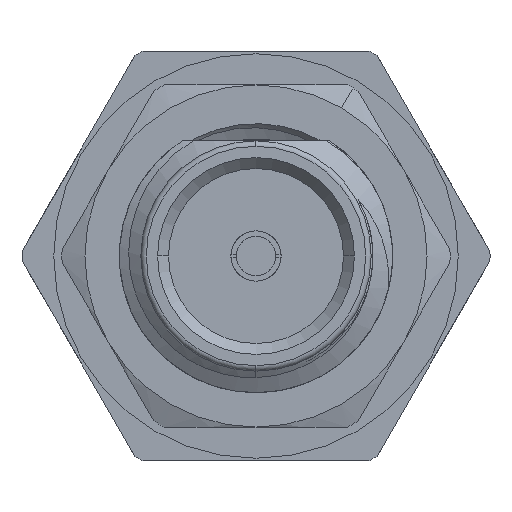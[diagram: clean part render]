
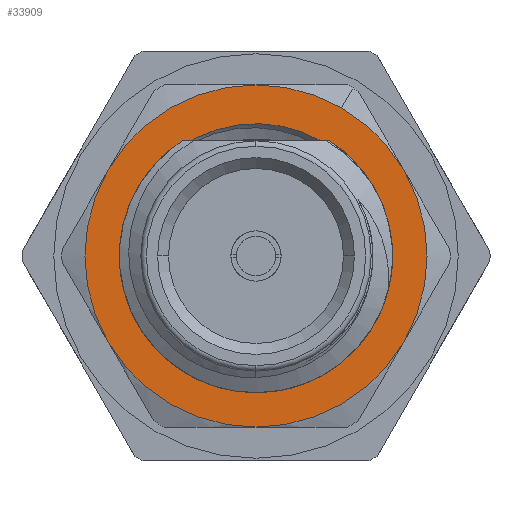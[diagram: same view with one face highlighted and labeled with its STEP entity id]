
A CAD part, left-side view. The second image highlights one B-rep face of the part: STEP entity #33909.
In plain terms, the highlighted planar face has unit normal (-1, 0, 0).
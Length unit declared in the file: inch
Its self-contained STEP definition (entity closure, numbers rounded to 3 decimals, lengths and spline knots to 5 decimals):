
#48 = CARTESIAN_POINT ( 'NONE',  ( 0.34, 0.11993, 0.02148 ) ) ;
#52 = DIRECTION ( 'NONE',  ( 1., 0., 0. ) ) ;
#160 = ORIENTED_EDGE ( 'NONE', *, *, #28155, .T. ) ;
#1363 = DIRECTION ( 'NONE',  ( 0., -0.5, 0.866 ) ) ;
#1595 = CARTESIAN_POINT ( 'NONE',  ( 0.34, 0., 0. ) ) ;
#1961 = CARTESIAN_POINT ( 'NONE',  ( 0.34, 0., 0. ) ) ;
#2013 = CARTESIAN_POINT ( 'NONE',  ( 0.34, 0.12044, -0.03345 ) ) ;
#2503 = CARTESIAN_POINT ( 'NONE',  ( 0.34, 0.1236, -0.01154 ) ) ;
#2548 = ORIENTED_EDGE ( 'NONE', *, *, #23680, .T. ) ;
#2561 = ORIENTED_EDGE ( 'NONE', *, *, #36073, .T. ) ;
#2620 = DIRECTION ( 'NONE',  ( 0., -0.5, 0.866 ) ) ;
#2741 = CARTESIAN_POINT ( 'NONE',  ( 0.34, 0.11671, 0.032 ) ) ;
#2858 = CARTESIAN_POINT ( 'NONE',  ( 0.34, 0., 0.1565 ) ) ;
#2868 = CARTESIAN_POINT ( 'NONE',  ( 0.34, 0., 0. ) ) ;
#3254 = EDGE_CURVE ( 'NONE', #5978, #20622, #19541, .T. ) ;
#3323 = EDGE_CURVE ( 'NONE', #19588, #13552, #9650, .T. ) ;
#3632 = EDGE_LOOP ( 'NONE', ( #2561, #7286, #25778, #22345, #24989 ) ) ;
#3908 = CARTESIAN_POINT ( 'NONE',  ( 0.34, -0.13553, 0.07825 ) ) ;
#3923 = DIRECTION ( 'NONE',  ( -1., 0., 0. ) ) ;
#4344 = AXIS2_PLACEMENT_3D ( 'NONE', #1961, #5040, #7868 ) ;
#4699 = DIRECTION ( 'NONE',  ( 0., -0.5, 0.866 ) ) ;
#4901 = CIRCLE ( 'NONE', #8392, 0.1565 ) ;
#5040 = DIRECTION ( 'NONE',  ( 1., 0., 0. ) ) ;
#5148 = VERTEX_POINT ( 'NONE', #2858 ) ;
#5218 = DIRECTION ( 'NONE',  ( 0., -0.5, 0.866 ) ) ;
#5633 = AXIS2_PLACEMENT_3D ( 'NONE', #2868, #52, #6076 ) ;
#5669 = DIRECTION ( 'NONE',  ( 0., -0.5, 0.866 ) ) ;
#5978 = VERTEX_POINT ( 'NONE', #21239 ) ;
#6076 = DIRECTION ( 'NONE',  ( 0., -0.5, 0.866 ) ) ;
#6085 = EDGE_CURVE ( 'NONE', #25956, #19588, #24791, .T. ) ;
#6126 = AXIS2_PLACEMENT_3D ( 'NONE', #31279, #11097, #2620 ) ;
#6327 = AXIS2_PLACEMENT_3D ( 'NONE', #24635, #22156, #5218 ) ;
#6754 = DIRECTION ( 'NONE',  ( 0., -0.5, 0.866 ) ) ;
#7286 = ORIENTED_EDGE ( 'NONE', *, *, #31547, .T. ) ;
#7868 = DIRECTION ( 'NONE',  ( 0., 0.5, -0.866 ) ) ;
#8121 = CARTESIAN_POINT ( 'NONE',  ( 0.34, 0., 0. ) ) ;
#8208 = EDGE_CURVE ( 'NONE', #35713, #25956, #22961, .T. ) ;
#8266 = CARTESIAN_POINT ( 'NONE',  ( 0.34, 0., 0. ) ) ;
#8392 = AXIS2_PLACEMENT_3D ( 'NONE', #8121, #30636, #5669 ) ;
#8556 = AXIS2_PLACEMENT_3D ( 'NONE', #12777, #18196, #32481 ) ;
#8799 = VERTEX_POINT ( 'NONE', #29904 ) ;
#9650 = B_SPLINE_CURVE_WITH_KNOTS ( 'NONE', 3,
 ( #26656, #12884, #12518, #35089, #18545, #15363 ),
 .UNSPECIFIED., .F., .F.,
 ( 4, 2, 4 ),
 ( 0.00134, 0.00215, 0.00296 ),
 .UNSPECIFIED. ) ;
#10213 = DIRECTION ( 'NONE',  ( 1., 0., 0. ) ) ;
#10235 = CARTESIAN_POINT ( 'NONE',  ( 0.34, 0.11671, 0.032 ) ) ;
#10442 = CIRCLE ( 'NONE', #22558, 0.1565 ) ;
#10713 = FACE_OUTER_BOUND ( 'NONE', #10760, .T. ) ;
#10760 = EDGE_LOOP ( 'NONE', ( #160, #2548, #30407, #32971, #22234, #30471, #28781 ) ) ;
#11097 = DIRECTION ( 'NONE',  ( -1., 0., 0. ) ) ;
#11150 = CARTESIAN_POINT ( 'NONE',  ( 0.34, 0.00039, -0.12102 ) ) ;
#11380 = VERTEX_POINT ( 'NONE', #3908 ) ;
#12341 = CARTESIAN_POINT ( 'NONE',  ( 0.34, 0., 0. ) ) ;
#12518 = CARTESIAN_POINT ( 'NONE',  ( 0.34, 0.02174, -0.12095 ) ) ;
#12777 = CARTESIAN_POINT ( 'NONE',  ( 0.34, 0., 0. ) ) ;
#12884 = CARTESIAN_POINT ( 'NONE',  ( 0.34, 0.01103, -0.12169 ) ) ;
#12960 = EDGE_CURVE ( 'NONE', #5148, #5978, #4901, .T. ) ;
#13426 = PLANE ( 'NONE',  #15157 ) ;
#13552 = VERTEX_POINT ( 'NONE', #28769 ) ;
#13808 = CARTESIAN_POINT ( 'NONE',  ( 0.34, 0.12273, 0.00503 ) ) ;
#15157 = AXIS2_PLACEMENT_3D ( 'NONE', #21767, #10213, #4699 ) ;
#15363 = CARTESIAN_POINT ( 'NONE',  ( 0.34, 0.0625, -0.10825 ) ) ;
#15654 = VERTEX_POINT ( 'NONE', #33262 ) ;
#17892 = VERTEX_POINT ( 'NONE', #20441 ) ;
#18196 = DIRECTION ( 'NONE',  ( 1., 0., 0. ) ) ;
#18545 = CARTESIAN_POINT ( 'NONE',  ( 0.34, 0.05287, -0.11312 ) ) ;
#18630 = CIRCLE ( 'NONE', #31923, 0.125 ) ;
#19263 = CIRCLE ( 'NONE', #5633, 0.1565 ) ;
#19541 = CIRCLE ( 'NONE', #31880, 0.1565 ) ;
#19588 = VERTEX_POINT ( 'NONE', #11150 ) ;
#19603 = CARTESIAN_POINT ( 'NONE',  ( 0.34, -0.06051, 0.1048 ) ) ;
#19931 = DIRECTION ( 'NONE',  ( 1., 0., 0. ) ) ;
#20129 = CIRCLE ( 'NONE', #6327, 0.1565 ) ;
#20441 = CARTESIAN_POINT ( 'NONE',  ( 0.34, -0.13553, -0.07825 ) ) ;
#20622 = VERTEX_POINT ( 'NONE', #32675 ) ;
#20748 = CARTESIAN_POINT ( 'NONE',  ( 0.34, 0., 0. ) ) ;
#20756 = EDGE_CURVE ( 'NONE', #20622, #15654, #20129, .T. ) ;
#21239 = CARTESIAN_POINT ( 'NONE',  ( 0.34, 0.13553, 0.07825 ) ) ;
#21379 = EDGE_CURVE ( 'NONE', #11380, #17892, #19263, .T. ) ;
#21767 = CARTESIAN_POINT ( 'NONE',  ( 0.34, 0., 0. ) ) ;
#22156 = DIRECTION ( 'NONE',  ( -1., 0., 0. ) ) ;
#22234 = ORIENTED_EDGE ( 'NONE', *, *, #20756, .T. ) ;
#22345 = ORIENTED_EDGE ( 'NONE', *, *, #6085, .T. ) ;
#22558 = AXIS2_PLACEMENT_3D ( 'NONE', #1595, #23682, #1363 ) ;
#22961 = CIRCLE ( 'NONE', #4344, 0.12102 ) ;
#23027 = EDGE_CURVE ( 'NONE', #15654, #17892, #30712, .T. ) ;
#23238 = VERTEX_POINT ( 'NONE', #25107 ) ;
#23680 = EDGE_CURVE ( 'NONE', #8799, #5148, #10442, .T. ) ;
#23682 = DIRECTION ( 'NONE',  ( -1., 0., 0. ) ) ;
#24498 = CARTESIAN_POINT ( 'NONE',  ( 0.34, 0.12276, -0.02252 ) ) ;
#24635 = CARTESIAN_POINT ( 'NONE',  ( 0.34, 0., 0. ) ) ;
#24791 = CIRCLE ( 'NONE', #8556, 0.12102 ) ;
#24989 = ORIENTED_EDGE ( 'NONE', *, *, #3323, .T. ) ;
#25107 = CARTESIAN_POINT ( 'NONE',  ( 0.34, 0.12044, -0.03345 ) ) ;
#25778 = ORIENTED_EDGE ( 'NONE', *, *, #8208, .T. ) ;
#25956 = VERTEX_POINT ( 'NONE', #19603 ) ;
#26656 = CARTESIAN_POINT ( 'NONE',  ( 0.34, 0.00039, -0.12102 ) ) ;
#28155 = EDGE_CURVE ( 'NONE', #11380, #8799, #33284, .T. ) ;
#28315 = AXIS2_PLACEMENT_3D ( 'NONE', #12341, #29443, #32172 ) ;
#28769 = CARTESIAN_POINT ( 'NONE',  ( 0.34, 0.0625, -0.10825 ) ) ;
#28781 = ORIENTED_EDGE ( 'NONE', *, *, #21379, .F. ) ;
#29443 = DIRECTION ( 'NONE',  ( -1., 0., 0. ) ) ;
#29904 = CARTESIAN_POINT ( 'NONE',  ( 0.34, -0.07825, 0.13553 ) ) ;
#30407 = ORIENTED_EDGE ( 'NONE', *, *, #12960, .T. ) ;
#30471 = ORIENTED_EDGE ( 'NONE', *, *, #23027, .T. ) ;
#30636 = DIRECTION ( 'NONE',  ( -1., 0., 0. ) ) ;
#30712 = CIRCLE ( 'NONE', #6126, 0.1565 ) ;
#30916 = CARTESIAN_POINT ( 'NONE',  ( 0.34, 0.1185, 0.0268 ) ) ;
#31279 = CARTESIAN_POINT ( 'NONE',  ( 0.34, 0., 0. ) ) ;
#31547 = EDGE_CURVE ( 'NONE', #23238, #35713, #34376, .T. ) ;
#31880 = AXIS2_PLACEMENT_3D ( 'NONE', #20748, #3923, #6754 ) ;
#31923 = AXIS2_PLACEMENT_3D ( 'NONE', #8266, #19931, #36368 ) ;
#32172 = DIRECTION ( 'NONE',  ( 0., -0.5, 0.866 ) ) ;
#32310 = FACE_BOUND ( 'NONE', #3632, .T. ) ;
#32481 = DIRECTION ( 'NONE',  ( 0., 0.5, -0.866 ) ) ;
#32675 = CARTESIAN_POINT ( 'NONE',  ( 0.34, 0.13553, -0.07825 ) ) ;
#32971 = ORIENTED_EDGE ( 'NONE', *, *, #3254, .T. ) ;
#33262 = CARTESIAN_POINT ( 'NONE',  ( 0.34, 0., -0.1565 ) ) ;
#33284 = CIRCLE ( 'NONE', #28315, 0.1565 ) ;
#33786 = CARTESIAN_POINT ( 'NONE',  ( 0.34, 0.12205, 0.01061 ) ) ;
#33909 = ADVANCED_FACE ( 'NONE', ( #10713, #32310 ), #13426, .F. ) ;
#34376 = B_SPLINE_CURVE_WITH_KNOTS ( 'NONE', 3,
 ( #2013, #24498, #2503, #13808, #33786, #48, #30916, #2741 ),
 .UNSPECIFIED., .F., .F.,
 ( 4, 2, 2, 4 ),
 ( 0., 0.00084, 0.00126, 0.00168 ),
 .UNSPECIFIED. ) ;
#35089 = CARTESIAN_POINT ( 'NONE',  ( 0.34, 0.04279, -0.11663 ) ) ;
#35713 = VERTEX_POINT ( 'NONE', #10235 ) ;
#36073 = EDGE_CURVE ( 'NONE', #13552, #23238, #18630, .T. ) ;
#36368 = DIRECTION ( 'NONE',  ( 0., -0.5, 0.866 ) ) ;
